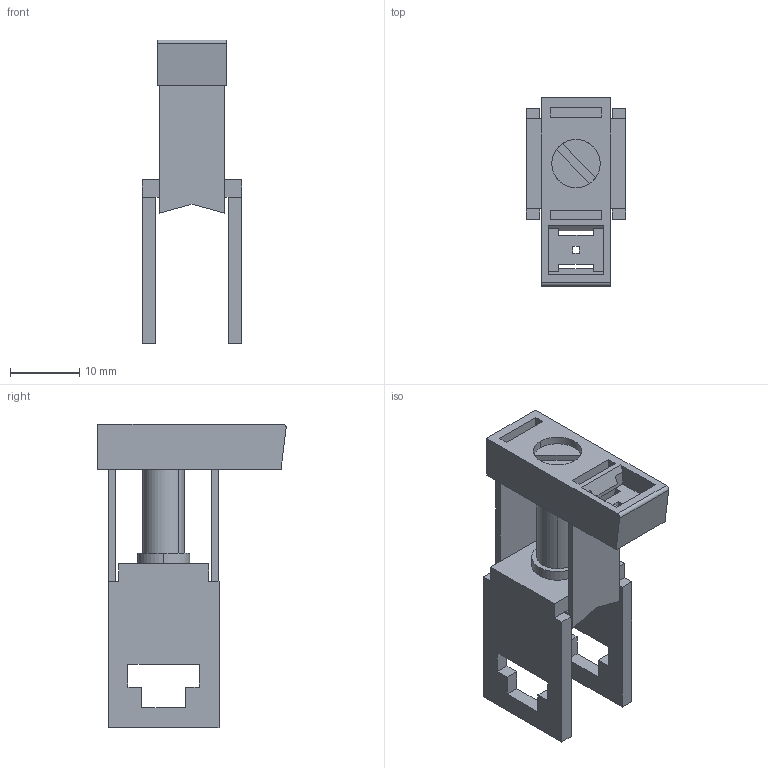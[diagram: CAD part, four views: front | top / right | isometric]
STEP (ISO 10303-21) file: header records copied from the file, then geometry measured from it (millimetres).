
FILE_DESCRIPTION(('Creo Elements/Direct Modeling STEP Export'),'2;1');
FILE_NAME('model.stp','2018-04-13T 8:59:52',(''),(''),'Creo Elements/Direct Modeling STEP processor for AP214 (Solid Model)','Creo Elements/Direct Modeling 18.1I 14-Aug-2016 (C) Parametric Technology GmbH','');
FILE_SCHEMA(('AUTOMOTIVE_DESIGN { 1 0 10303 214 1 1 1 1 }'));
Length unit declared in the file: millimetre
Products named in the file (2): AKG_35_BU-select
Assembly tree (1 placements, depth 2):
  AKG_35_BU-select
    AKG_35_BU-select
Bounding box: 14.3 x 27.2 x 43.9 mm (x, y, z)
Volume: 3998.2 mm3; surface area: 4270.9 mm2
Topology: 1 solids, 1 shells, 100 faces, 274 edges, 179 vertices
Faces by surface type: plane 93, cylinder 7
Entity records: 3815 total; most frequent: ORIENTED_EDGE 548, CARTESIAN_POINT 520, DIRECTION 435, EDGE_CURVE 274, VECTOR 247, LINE 247, VERTEX_POINT 179, EDGE_LOOP 117
